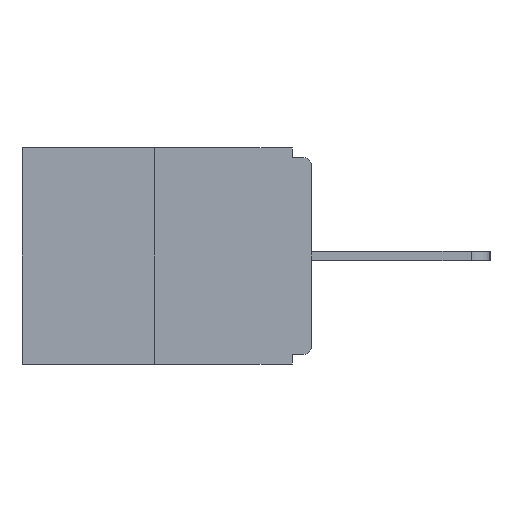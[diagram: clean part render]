
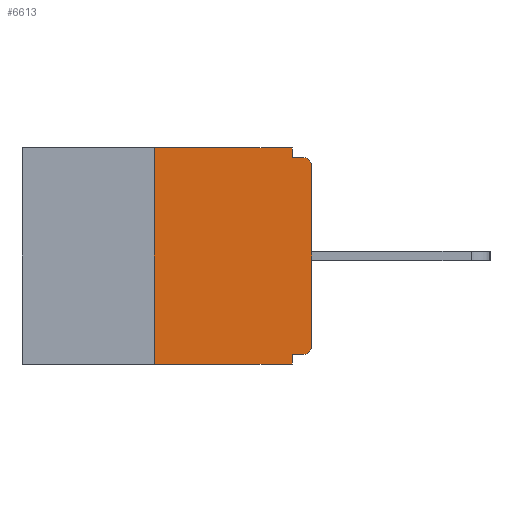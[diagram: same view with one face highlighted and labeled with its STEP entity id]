
A CAD part, left-side view. The second image highlights one B-rep face of the part: STEP entity #6613.
In plain terms, the highlighted planar face has unit normal (-1, 0, 0).
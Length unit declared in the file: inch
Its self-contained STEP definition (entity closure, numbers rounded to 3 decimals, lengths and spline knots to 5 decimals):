
#18 = ORIENTED_EDGE ( 'NONE', *, *, #4842, .T. ) ;
#76 = ORIENTED_EDGE ( 'NONE', *, *, #4126, .F. ) ;
#119 = CARTESIAN_POINT ( 'NONE',  ( 0., 0.031, -0.328 ) ) ;
#468 = AXIS2_PLACEMENT_3D ( 'NONE', #9169, #3659, #13274 ) ;
#587 = CARTESIAN_POINT ( 'NONE',  ( 0., 0., -0.03 ) ) ;
#729 = LINE ( 'NONE', #1176, #4207 ) ;
#815 = VERTEX_POINT ( 'NONE', #13049 ) ;
#1035 = EDGE_CURVE ( 'NONE', #6423, #17581, #12564, .T. ) ;
#1176 = CARTESIAN_POINT ( 'NONE',  ( 0., 0., -0.015 ) ) ;
#1215 = CARTESIAN_POINT ( 'NONE',  ( 0., 0.031, -0.343 ) ) ;
#1256 = VERTEX_POINT ( 'NONE', #5602 ) ;
#1302 = VERTEX_POINT ( 'NONE', #17125 ) ;
#1754 = VERTEX_POINT ( 'NONE', #8907 ) ;
#2084 = CARTESIAN_POINT ( 'NONE',  ( 0., 0.46, -0.343 ) ) ;
#2583 = DIRECTION ( 'NONE',  ( 0., -1., 0. ) ) ;
#2654 = DIRECTION ( 'NONE',  ( 0., 0., -1. ) ) ;
#3474 = AXIS2_PLACEMENT_3D ( 'NONE', #16428, #12408, #2654 ) ;
#3493 = ORIENTED_EDGE ( 'NONE', *, *, #11028, .F. ) ;
#3531 = ORIENTED_EDGE ( 'NONE', *, *, #14739, .T. ) ;
#3536 = CARTESIAN_POINT ( 'NONE',  ( 0., 0.25, 0. ) ) ;
#3659 = DIRECTION ( 'NONE',  ( -1., 0., 0. ) ) ;
#3877 = EDGE_CURVE ( 'NONE', #12218, #1754, #4660, .T. ) ;
#4092 = CARTESIAN_POINT ( 'NONE',  ( 0., 0.031, -0.015 ) ) ;
#4126 = EDGE_CURVE ( 'NONE', #1754, #815, #12723, .T. ) ;
#4207 = VECTOR ( 'NONE', #2583, 39.37008 ) ;
#4660 = LINE ( 'NONE', #3536, #12740 ) ;
#4842 = EDGE_CURVE ( 'NONE', #12218, #17581, #7897, .T. ) ;
#5014 = DIRECTION ( 'NONE',  ( 0., -1., 0. ) ) ;
#5461 = CARTESIAN_POINT ( 'NONE',  ( 0., 0.031, 0. ) ) ;
#5602 = CARTESIAN_POINT ( 'NONE',  ( 0., 0., -0.313 ) ) ;
#5669 = CARTESIAN_POINT ( 'NONE',  ( 0., 0., 0. ) ) ;
#5687 = CARTESIAN_POINT ( 'NONE',  ( 0., 0.015, -0.015 ) ) ;
#5821 = CARTESIAN_POINT ( 'NONE',  ( 0., 0.031, -0.343 ) ) ;
#5912 = VECTOR ( 'NONE', #8530, 39.37008 ) ;
#6055 = ORIENTED_EDGE ( 'NONE', *, *, #1035, .F. ) ;
#6423 = VERTEX_POINT ( 'NONE', #119 ) ;
#6613 = ADVANCED_FACE ( 'NONE', ( #10489 ), #15205, .F. ) ;
#6702 = DIRECTION ( 'NONE',  ( 0., 0., -1. ) ) ;
#7897 = LINE ( 'NONE', #2084, #11174 ) ;
#8309 = CARTESIAN_POINT ( 'NONE',  ( 0., 0.015, -0.313 ) ) ;
#8530 = DIRECTION ( 'NONE',  ( 0., 0., -1. ) ) ;
#8884 = VECTOR ( 'NONE', #6702, 39.37008 ) ;
#8907 = CARTESIAN_POINT ( 'NONE',  ( 0., 0.25, 0. ) ) ;
#9155 = DIRECTION ( 'NONE',  ( 0., 0., 1. ) ) ;
#9169 = CARTESIAN_POINT ( 'NONE',  ( 0., 0.015, -0.03 ) ) ;
#9236 = CARTESIAN_POINT ( 'NONE',  ( 0., 0.25, -0.343 ) ) ;
#9282 = DIRECTION ( 'NONE',  ( 0., -1., 0. ) ) ;
#9488 = VECTOR ( 'NONE', #12628, 39.37008 ) ;
#9548 = EDGE_CURVE ( 'NONE', #1302, #6423, #12114, .T. ) ;
#9917 = LINE ( 'NONE', #5669, #16206 ) ;
#10253 = EDGE_CURVE ( 'NONE', #13771, #13203, #729, .T. ) ;
#10489 = FACE_OUTER_BOUND ( 'NONE', #13948, .T. ) ;
#11021 = CIRCLE ( 'NONE', #14898, 0.015 ) ;
#11028 = EDGE_CURVE ( 'NONE', #815, #13771, #11823, .T. ) ;
#11174 = VECTOR ( 'NONE', #9282, 39.37008 ) ;
#11823 = LINE ( 'NONE', #5461, #5912 ) ;
#11901 = ORIENTED_EDGE ( 'NONE', *, *, #9548, .F. ) ;
#12114 = LINE ( 'NONE', #13781, #9488 ) ;
#12218 = VERTEX_POINT ( 'NONE', #9236 ) ;
#12299 = VECTOR ( 'NONE', #5014, 39.37008 ) ;
#12408 = DIRECTION ( 'NONE',  ( 1., 0., 0. ) ) ;
#12436 = ORIENTED_EDGE ( 'NONE', *, *, #14051, .T. ) ;
#12564 = LINE ( 'NONE', #1215, #8884 ) ;
#12628 = DIRECTION ( 'NONE',  ( 0., 1., 0. ) ) ;
#12723 = LINE ( 'NONE', #13413, #12299 ) ;
#12740 = VECTOR ( 'NONE', #9155, 39.37008 ) ;
#13049 = CARTESIAN_POINT ( 'NONE',  ( 0., 0.031, 0. ) ) ;
#13203 = VERTEX_POINT ( 'NONE', #5687 ) ;
#13274 = DIRECTION ( 'NONE',  ( 0., 0., -1. ) ) ;
#13280 = ORIENTED_EDGE ( 'NONE', *, *, #15064, .T. ) ;
#13413 = CARTESIAN_POINT ( 'NONE',  ( 0., 0.46, 0. ) ) ;
#13771 = VERTEX_POINT ( 'NONE', #4092 ) ;
#13781 = CARTESIAN_POINT ( 'NONE',  ( 0., 0., -0.328 ) ) ;
#13892 = DIRECTION ( 'NONE',  ( 0., 0., -1. ) ) ;
#13948 = EDGE_LOOP ( 'NONE', ( #76, #15259, #18, #6055, #11901, #12436, #13280, #3531, #15860, #3493 ) ) ;
#14051 = EDGE_CURVE ( 'NONE', #1302, #1256, #11021, .T. ) ;
#14672 = CIRCLE ( 'NONE', #468, 0.015 ) ;
#14739 = EDGE_CURVE ( 'NONE', #17745, #13203, #14672, .T. ) ;
#14898 = AXIS2_PLACEMENT_3D ( 'NONE', #8309, #16773, #13892 ) ;
#15064 = EDGE_CURVE ( 'NONE', #1256, #17745, #9917, .T. ) ;
#15205 = PLANE ( 'NONE',  #3474 ) ;
#15259 = ORIENTED_EDGE ( 'NONE', *, *, #3877, .F. ) ;
#15860 = ORIENTED_EDGE ( 'NONE', *, *, #10253, .F. ) ;
#16206 = VECTOR ( 'NONE', #16703, 39.37008 ) ;
#16428 = CARTESIAN_POINT ( 'NONE',  ( 0., 0.46, 0. ) ) ;
#16703 = DIRECTION ( 'NONE',  ( 0., 0., 1. ) ) ;
#16773 = DIRECTION ( 'NONE',  ( -1., 0., 0. ) ) ;
#17125 = CARTESIAN_POINT ( 'NONE',  ( 0., 0.015, -0.328 ) ) ;
#17581 = VERTEX_POINT ( 'NONE', #5821 ) ;
#17745 = VERTEX_POINT ( 'NONE', #587 ) ;
